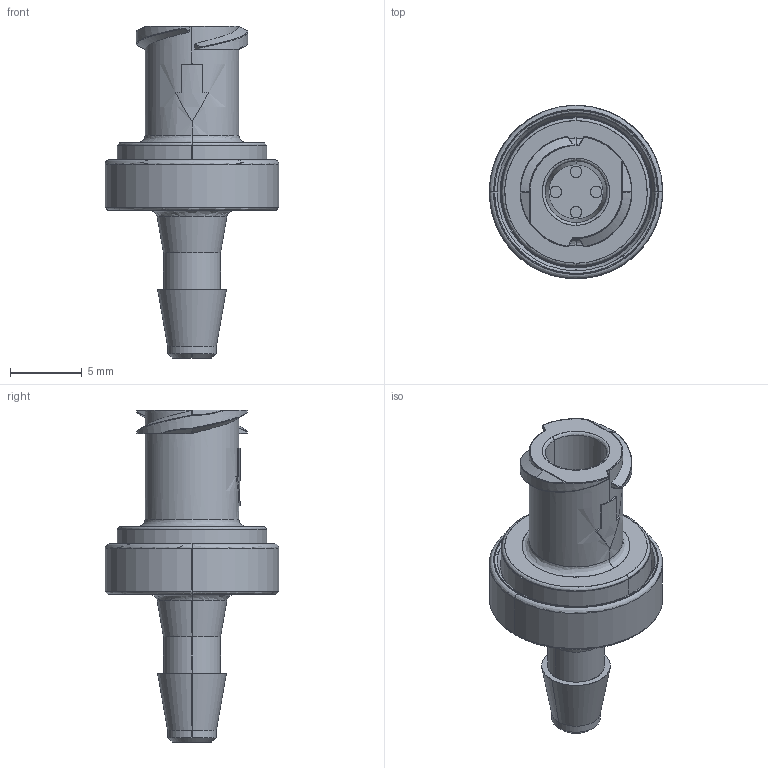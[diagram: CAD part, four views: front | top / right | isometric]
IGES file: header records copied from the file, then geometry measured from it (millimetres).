
Start section: SolidWorks IGES file using analytic representation for surfaces
Global section: file name: E-C-2015-0028.IGS; native system: SolidWorks 2018; preprocessor: SolidWorks 2018; author: WTsang; date: 190625.124318; units: metre
Bounding box: 12.05 x 12.05 x 23.07 mm (x, y, z)
Surface area: 1305.4 mm2 (no closed solid volume)
Topology: 0 solids, 0 shells, 208 faces, 2316 edges, 2297 vertices
Faces by surface type: bspline 134, revolution 74
